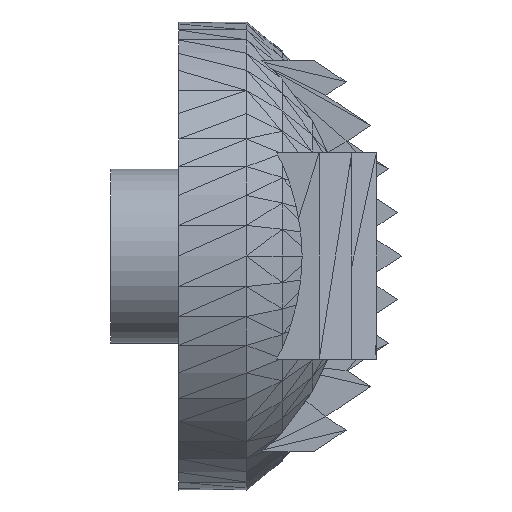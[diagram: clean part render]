
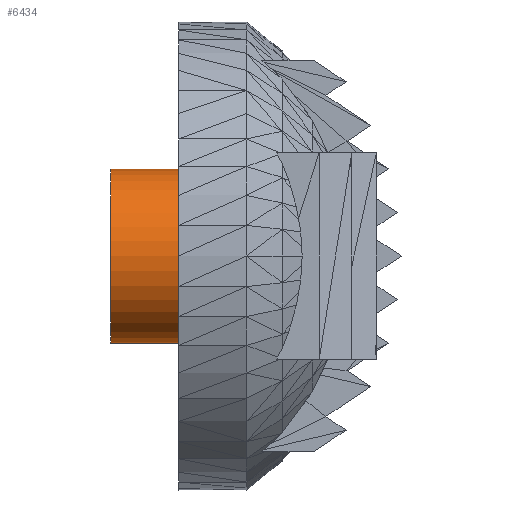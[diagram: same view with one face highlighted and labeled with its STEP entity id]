
A CAD part, left-side view. The second image highlights one B-rep face of the part: STEP entity #6434.
In plain terms, the highlighted cylindrical face has radius 3.2 mm (diameter 6.4 mm), a full revolution.
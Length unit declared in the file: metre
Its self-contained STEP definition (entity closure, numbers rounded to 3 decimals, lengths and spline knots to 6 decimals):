
#12=CYLINDRICAL_SURFACE('',#6888,0.0032);
#14=CIRCLE('',#6887,0.0032);
#15=CIRCLE('',#6889,0.0032);
#1703=ORIENTED_EDGE('',*,*,#2561,.F.);
#1704=ORIENTED_EDGE('',*,*,#2560,.T.);
#2560=EDGE_CURVE('',#2977,#2977,#14,.T.);
#2561=EDGE_CURVE('',#2978,#2978,#15,.T.);
#2977=VERTEX_POINT('',#10320);
#2978=VERTEX_POINT('',#10323);
#5111=EDGE_LOOP('',(#1703));
#5112=EDGE_LOOP('',(#1704));
#5554=FACE_BOUND('',#5111,.T.);
#5555=FACE_BOUND('',#5112,.T.);
#6434=ADVANCED_FACE('',(#5554,#5555),#12,.T.);
#6887=AXIS2_PLACEMENT_3D('',#10319,#8610,#8611);
#6888=AXIS2_PLACEMENT_3D('',#10321,#8612,#8613);
#6889=AXIS2_PLACEMENT_3D('',#10322,#8614,#8615);
#8610=DIRECTION('',(0.,1.,0.));
#8611=DIRECTION('',(-1.,0.,0.));
#8612=DIRECTION('',(0.,-1.,0.));
#8613=DIRECTION('',(1.,0.,0.));
#8614=DIRECTION('',(0.,1.,0.));
#8615=DIRECTION('',(-1.,0.,0.));
#10319=CARTESIAN_POINT('',(-0.230211,-0.0209,0.526013));
#10320=CARTESIAN_POINT('',(-0.233411,-0.0209,0.526013));
#10321=CARTESIAN_POINT('',(-0.230211,-0.0184,0.526013));
#10322=CARTESIAN_POINT('',(-0.230211,-0.0184,0.526013));
#10323=CARTESIAN_POINT('',(-0.233411,-0.0184,0.526013));
